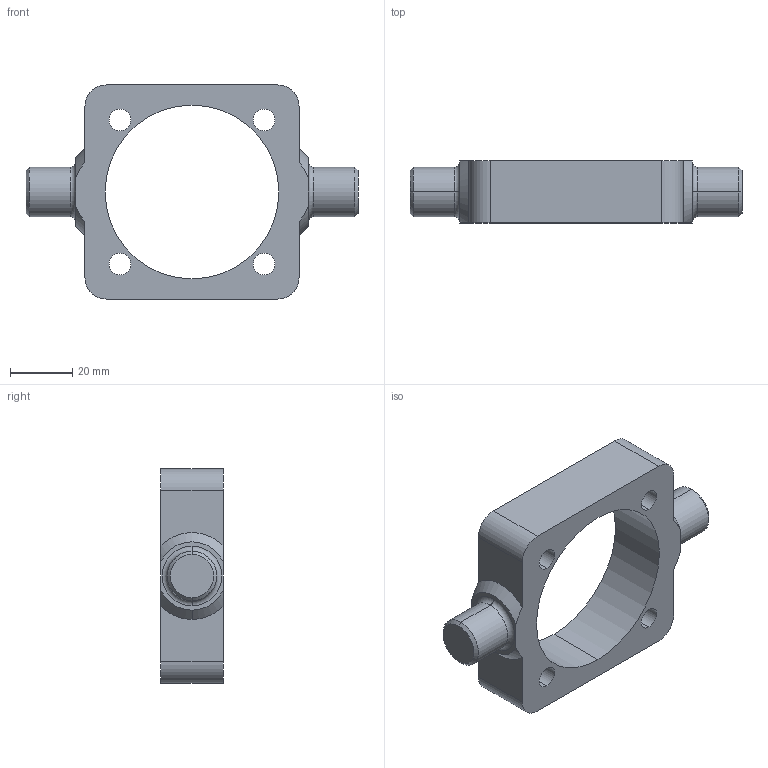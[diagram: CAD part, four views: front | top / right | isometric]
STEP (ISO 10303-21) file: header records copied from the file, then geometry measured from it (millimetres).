
FILE_DESCRIPTION (( 'STEP AP203' ), '1' );
FILE_NAME ('0009-50.STEP', '2015-10-02T15:20:02', ( 'utente11' ), ( '' ), 'SwSTEP 2.0', 'SolidWorks 2015', '' );
FILE_SCHEMA (( 'CONFIG_CONTROL_DESIGN' ));
Length unit declared in the file: millimetre
Products named in the file (1): 0009-50
Bounding box: 107 x 20 x 69 mm (x, y, z)
Volume: 51142 mm3; surface area: 16541.3 mm2
Topology: 1 solids, 1 shells, 44 faces, 112 edges, 72 vertices
Faces by surface type: cylinder 18, plane 12, cone 10, torus 4
Entity records: 1473 total; most frequent: CARTESIAN_POINT 269, DIRECTION 254, ORIENTED_EDGE 224, EDGE_CURVE 112, AXIS2_PLACEMENT_3D 105, VERTEX_POINT 72, CIRCLE 60, EDGE_LOOP 56
